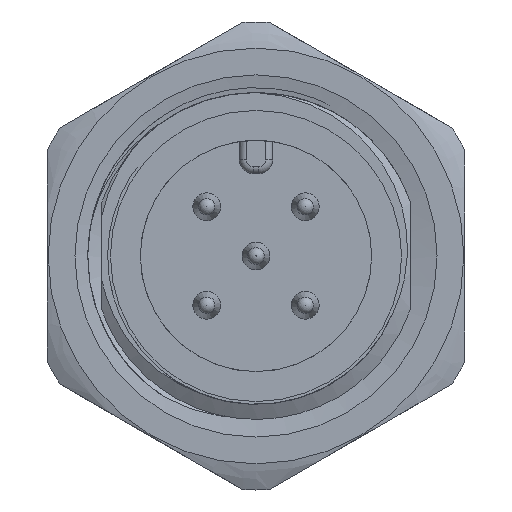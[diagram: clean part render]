
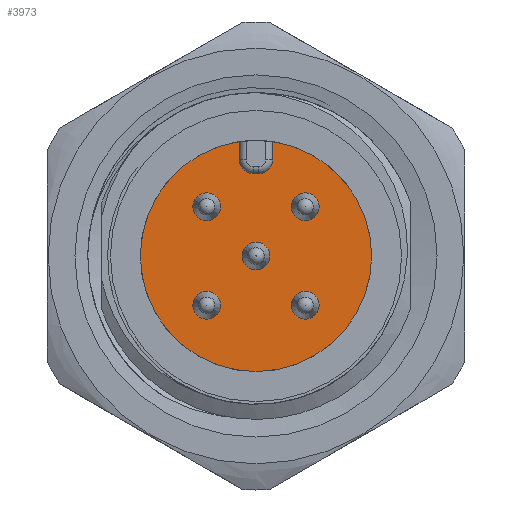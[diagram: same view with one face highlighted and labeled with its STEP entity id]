
A CAD part, front view. The second image highlights one B-rep face of the part: STEP entity #3973.
In plain terms, the highlighted planar face has unit normal (0, -1, 0).
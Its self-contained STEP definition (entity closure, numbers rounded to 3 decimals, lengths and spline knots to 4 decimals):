
#325=PLANE('',#4585);
#443=CIRCLE('',#4583,4.15);
#445=CIRCLE('',#4586,0.5);
#446=CIRCLE('',#4587,0.5);
#447=CIRCLE('',#4588,0.5);
#448=CIRCLE('',#4589,0.5);
#449=CIRCLE('',#4590,0.5);
#450=CIRCLE('',#4591,0.5);
#451=CIRCLE('',#4592,0.5);
#1221=ORIENTED_EDGE('',*,*,#1988,.T.);
#1222=ORIENTED_EDGE('',*,*,#1989,.T.);
#1223=ORIENTED_EDGE('',*,*,#1990,.T.);
#1224=ORIENTED_EDGE('',*,*,#1991,.T.);
#1225=ORIENTED_EDGE('',*,*,#1992,.T.);
#1226=ORIENTED_EDGE('',*,*,#1993,.F.);
#1227=ORIENTED_EDGE('',*,*,#1982,.F.);
#1228=ORIENTED_EDGE('',*,*,#1994,.F.);
#1229=ORIENTED_EDGE('',*,*,#1995,.F.);
#1230=ORIENTED_EDGE('',*,*,#1996,.F.);
#1231=ORIENTED_EDGE('',*,*,#1997,.F.);
#1982=EDGE_CURVE('',#2417,#2418,#443,.T.);
#1988=EDGE_CURVE('',#2423,#2423,#445,.T.);
#1989=EDGE_CURVE('',#2424,#2424,#446,.T.);
#1990=EDGE_CURVE('',#2425,#2425,#447,.T.);
#1991=EDGE_CURVE('',#2426,#2426,#448,.T.);
#1992=EDGE_CURVE('',#2427,#2427,#449,.T.);
#1993=EDGE_CURVE('',#2418,#2428,#2699,.T.);
#1994=EDGE_CURVE('',#2429,#2417,#2700,.T.);
#1995=EDGE_CURVE('',#2430,#2429,#450,.T.);
#1996=EDGE_CURVE('',#2431,#2430,#2701,.T.);
#1997=EDGE_CURVE('',#2428,#2431,#451,.T.);
#2417=VERTEX_POINT('',#40132);
#2418=VERTEX_POINT('',#40133);
#2423=VERTEX_POINT('',#40151);
#2424=VERTEX_POINT('',#40153);
#2425=VERTEX_POINT('',#40155);
#2426=VERTEX_POINT('',#40157);
#2427=VERTEX_POINT('',#40159);
#2428=VERTEX_POINT('',#40161);
#2429=VERTEX_POINT('',#40163);
#2430=VERTEX_POINT('',#40165);
#2431=VERTEX_POINT('',#40167);
#2699=LINE('',#40160,#2860);
#2700=LINE('',#40162,#2861);
#2701=LINE('',#40166,#2862);
#2860=VECTOR('',#5337,1000.);
#2861=VECTOR('',#5338,1000.);
#2862=VECTOR('',#5341,1000.);
#3065=EDGE_LOOP('',(#1221));
#3066=EDGE_LOOP('',(#1222));
#3067=EDGE_LOOP('',(#1223));
#3068=EDGE_LOOP('',(#1224));
#3069=EDGE_LOOP('',(#1225));
#3070=EDGE_LOOP('',(#1226,#1227,#1228,#1229,#1230,#1231));
#3475=FACE_BOUND('',#3065,.T.);
#3476=FACE_BOUND('',#3066,.T.);
#3477=FACE_BOUND('',#3067,.T.);
#3478=FACE_BOUND('',#3068,.T.);
#3479=FACE_BOUND('',#3069,.T.);
#3480=FACE_BOUND('',#3070,.T.);
#3973=ADVANCED_FACE('',(#3475,#3476,#3477,#3478,#3479,#3480),#325,.F.);
#4583=AXIS2_PLACEMENT_3D('',#40131,#5319,#5320);
#4585=AXIS2_PLACEMENT_3D('',#40149,#5325,#5326);
#4586=AXIS2_PLACEMENT_3D('',#40150,#5327,#5328);
#4587=AXIS2_PLACEMENT_3D('',#40152,#5329,#5330);
#4588=AXIS2_PLACEMENT_3D('',#40154,#5331,#5332);
#4589=AXIS2_PLACEMENT_3D('',#40156,#5333,#5334);
#4590=AXIS2_PLACEMENT_3D('',#40158,#5335,#5336);
#4591=AXIS2_PLACEMENT_3D('',#40164,#5339,#5340);
#4592=AXIS2_PLACEMENT_3D('',#40168,#5342,#5343);
#5319=DIRECTION('',(0.,1.,0.));
#5320=DIRECTION('',(1.,0.,0.));
#5325=DIRECTION('',(0.,1.,0.));
#5326=DIRECTION('',(0.,0.,1.));
#5327=DIRECTION('',(0.,1.,0.));
#5328=DIRECTION('',(1.,0.,0.));
#5329=DIRECTION('',(0.,1.,0.));
#5330=DIRECTION('',(1.,0.,0.));
#5331=DIRECTION('',(0.,1.,0.));
#5332=DIRECTION('',(1.,0.,0.));
#5333=DIRECTION('',(0.,1.,0.));
#5334=DIRECTION('',(1.,0.,0.));
#5335=DIRECTION('',(0.,1.,0.));
#5336=DIRECTION('',(1.,0.,0.));
#5337=DIRECTION('',(0.,0.,-1.));
#5338=DIRECTION('',(0.,0.,1.));
#5339=DIRECTION('',(0.,-1.,0.));
#5340=DIRECTION('',(-1.,0.,0.));
#5341=DIRECTION('',(1.,0.,0.));
#5342=DIRECTION('',(0.,-1.,0.));
#5343=DIRECTION('',(1.,0.,0.));
#40131=CARTESIAN_POINT('',(0.,8.9,0.));
#40132=CARTESIAN_POINT('',(0.6,8.9,4.1064));
#40133=CARTESIAN_POINT('',(-0.6,8.9,4.1064));
#40149=CARTESIAN_POINT('',(0.,8.9,0.));
#40150=CARTESIAN_POINT('',(0.,8.9,0.));
#40151=CARTESIAN_POINT('',(0.5,8.9,0.));
#40152=CARTESIAN_POINT('',(-1.7678,8.9,-1.7678));
#40153=CARTESIAN_POINT('',(-1.2678,8.9,-1.7678));
#40154=CARTESIAN_POINT('',(-1.7678,8.9,1.7678));
#40155=CARTESIAN_POINT('',(-1.2678,8.9,1.7678));
#40156=CARTESIAN_POINT('',(1.7678,8.9,1.7678));
#40157=CARTESIAN_POINT('',(2.2678,8.9,1.7678));
#40158=CARTESIAN_POINT('',(1.7678,8.9,-1.7678));
#40159=CARTESIAN_POINT('',(2.2678,8.9,-1.7678));
#40160=CARTESIAN_POINT('',(-0.6,8.9,4.1064));
#40161=CARTESIAN_POINT('',(-0.6,8.9,3.45));
#40162=CARTESIAN_POINT('',(0.6,8.9,3.45));
#40163=CARTESIAN_POINT('',(0.6,8.9,3.45));
#40164=CARTESIAN_POINT('',(0.1,8.9,3.45));
#40165=CARTESIAN_POINT('',(0.1,8.9,2.95));
#40166=CARTESIAN_POINT('',(-0.1,8.9,2.95));
#40167=CARTESIAN_POINT('',(-0.1,8.9,2.95));
#40168=CARTESIAN_POINT('',(-0.1,8.9,3.45));
